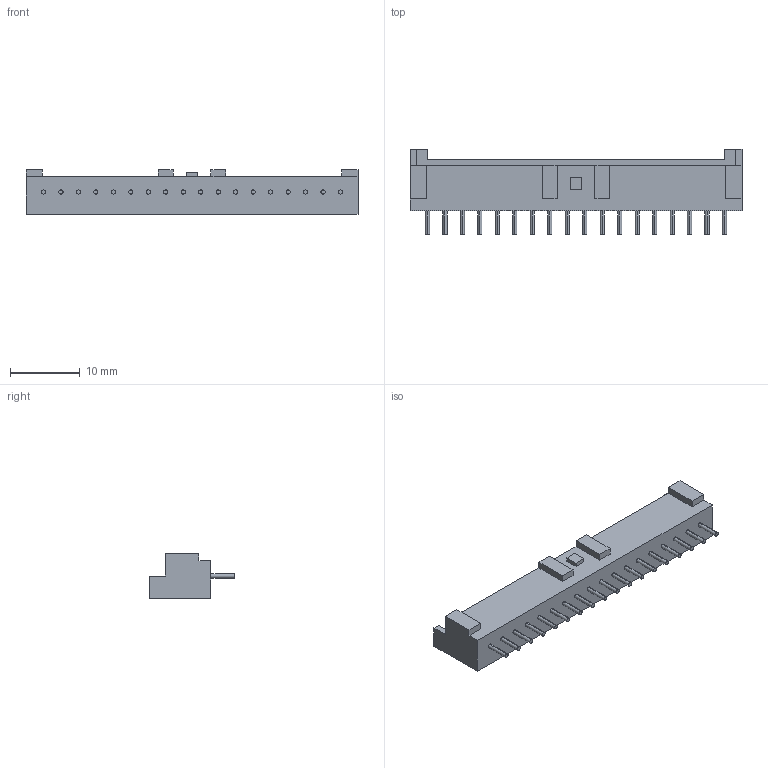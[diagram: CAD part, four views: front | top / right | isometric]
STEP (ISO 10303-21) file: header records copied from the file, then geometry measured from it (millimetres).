
FILE_DESCRIPTION (( 'STEP AP214' ), '1' );
FILE_NAME ('B18B-XASK-1.STEP', '2010-06-11T05:02:09', ( ' ' ), ( '' ), 'SwSTEP 2.0', 'SolidWorks 2009', '' );
FILE_SCHEMA (( 'AUTOMOTIVE_DESIGN' ));
Length unit declared in the file: millimetre
Products named in the file (1): B18B-XASK-1
Bounding box: 47.5 x 12.2 x 6.4 mm (x, y, z)
Volume: 957.8 mm3; surface area: 2024.5 mm2
Topology: 1 solids, 1 shells, 149 faces, 330 edges, 220 vertices
Faces by surface type: plane 77, cylinder 72
Entity records: 5841 total; most frequent: DIRECTION 774, CARTESIAN_POINT 700, ORIENTED_EDGE 660, EDGE_CURVE 330, AXIS2_PLACEMENT_3D 294, VERTEX_POINT 220, EDGE_LOOP 186, VECTOR 186
